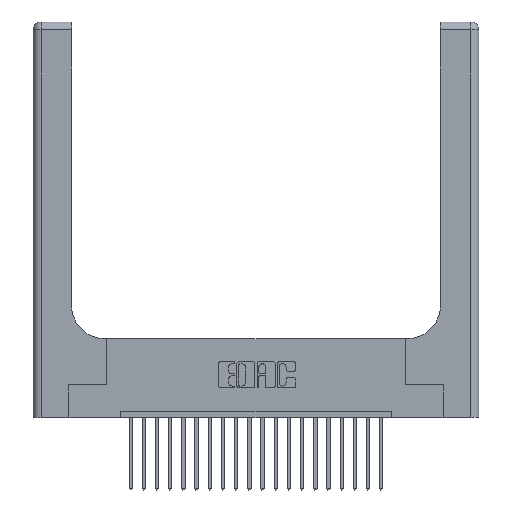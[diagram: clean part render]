
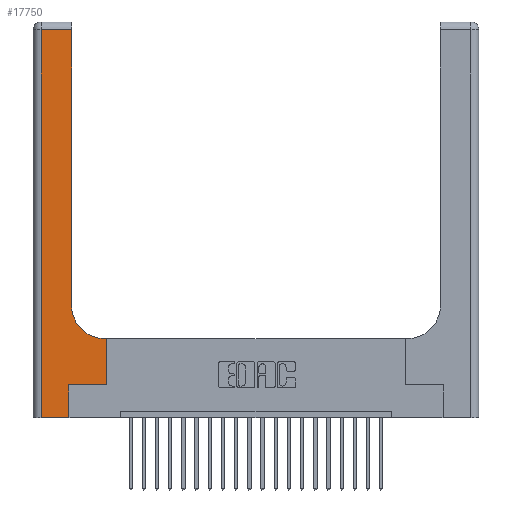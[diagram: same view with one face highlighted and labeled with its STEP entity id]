
A CAD part, top view. The second image highlights one B-rep face of the part: STEP entity #17750.
In plain terms, the highlighted planar face has unit normal (0, 0, 1).
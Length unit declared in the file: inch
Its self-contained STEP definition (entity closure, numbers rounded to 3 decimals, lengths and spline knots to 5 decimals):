
#339 = FACE_OUTER_BOUND ( 'NONE', #11357, .T. ) ;
#345 = CARTESIAN_POINT ( 'NONE',  ( 0., 0., 0.37 ) ) ;
#656 = LINE ( 'NONE', #5910, #15795 ) ;
#1189 = CARTESIAN_POINT ( 'NONE',  ( 0.2915, 0.6, 0.37 ) ) ;
#1450 = VECTOR ( 'NONE', #15569, 39.37008 ) ;
#1602 = LINE ( 'NONE', #4261, #9532 ) ;
#1800 = ORIENTED_EDGE ( 'NONE', *, *, #21506, .T. ) ;
#2546 = ORIENTED_EDGE ( 'NONE', *, *, #11439, .T. ) ;
#2657 = LINE ( 'NONE', #15453, #16377 ) ;
#3212 = CIRCLE ( 'NONE', #4428, 0.25 ) ;
#3499 = CARTESIAN_POINT ( 'NONE',  ( 0.2915, 2.94, 0.37 ) ) ;
#3920 = EDGE_CURVE ( 'NONE', #5151, #9219, #3212, .T. ) ;
#4261 = CARTESIAN_POINT ( 'NONE',  ( 0.2915, 3., 0.37 ) ) ;
#4428 = AXIS2_PLACEMENT_3D ( 'NONE', #6844, #10391, #12190 ) ;
#5151 = VERTEX_POINT ( 'NONE', #13872 ) ;
#5213 = ORIENTED_EDGE ( 'NONE', *, *, #10518, .T. ) ;
#5418 = DIRECTION ( 'NONE',  ( 0., -1., 0. ) ) ;
#5887 = DIRECTION ( 'NONE',  ( 0., 1., 0. ) ) ;
#5910 = CARTESIAN_POINT ( 'NONE',  ( 0.269, 0.25, 0.37 ) ) ;
#6575 = LINE ( 'NONE', #9111, #9083 ) ;
#6844 = CARTESIAN_POINT ( 'NONE',  ( 0.5415, 0.85, 0.37 ) ) ;
#6859 = ORIENTED_EDGE ( 'NONE', *, *, #14102, .T. ) ;
#8355 = DIRECTION ( 'NONE',  ( -1., 0., 0. ) ) ;
#8691 = EDGE_CURVE ( 'NONE', #22377, #20178, #15828, .T. ) ;
#9083 = VECTOR ( 'NONE', #5418, 39.37008 ) ;
#9111 = CARTESIAN_POINT ( 'NONE',  ( 0.06, 3., 0.37 ) ) ;
#9219 = VERTEX_POINT ( 'NONE', #14773 ) ;
#9532 = VECTOR ( 'NONE', #15122, 39.37008 ) ;
#9535 = EDGE_CURVE ( 'NONE', #10819, #12585, #18107, .T. ) ;
#10309 = DIRECTION ( 'NONE',  ( -1., 0., 0. ) ) ;
#10391 = DIRECTION ( 'NONE',  ( 0., 0., -1. ) ) ;
#10407 = EDGE_CURVE ( 'NONE', #20178, #5151, #16064, .T. ) ;
#10518 = EDGE_CURVE ( 'NONE', #12015, #22377, #656, .T. ) ;
#10624 = ORIENTED_EDGE ( 'NONE', *, *, #10407, .T. ) ;
#10819 = VERTEX_POINT ( 'NONE', #12150 ) ;
#11029 = CARTESIAN_POINT ( 'NONE',  ( 0.5585, 0.25, 0.37 ) ) ;
#11054 = CARTESIAN_POINT ( 'NONE',  ( 0.269, 0.25, 0.37 ) ) ;
#11126 = VECTOR ( 'NONE', #5887, 39.37008 ) ;
#11311 = VERTEX_POINT ( 'NONE', #3499 ) ;
#11357 = EDGE_LOOP ( 'NONE', ( #6859, #1800, #2546, #14051, #13881, #5213, #12299, #10624, #16573 ) ) ;
#11439 = EDGE_CURVE ( 'NONE', #17074, #10819, #6575, .T. ) ;
#11830 = DIRECTION ( 'NONE',  ( 0., 0., -1. ) ) ;
#11990 = CARTESIAN_POINT ( 'NONE',  ( 0., 3., 0.37 ) ) ;
#12015 = VERTEX_POINT ( 'NONE', #11054 ) ;
#12022 = CARTESIAN_POINT ( 'NONE',  ( 0.06, 2.94, 0.37 ) ) ;
#12150 = CARTESIAN_POINT ( 'NONE',  ( 0.06, 0., 0.37 ) ) ;
#12190 = DIRECTION ( 'NONE',  ( 1., 0., 0. ) ) ;
#12299 = ORIENTED_EDGE ( 'NONE', *, *, #8691, .T. ) ;
#12585 = VERTEX_POINT ( 'NONE', #16356 ) ;
#13872 = CARTESIAN_POINT ( 'NONE',  ( 0.5415, 0.6, 0.37 ) ) ;
#13881 = ORIENTED_EDGE ( 'NONE', *, *, #17826, .T. ) ;
#13910 = VECTOR ( 'NONE', #16470, 39.37008 ) ;
#14051 = ORIENTED_EDGE ( 'NONE', *, *, #9535, .T. ) ;
#14080 = LINE ( 'NONE', #15410, #1450 ) ;
#14102 = EDGE_CURVE ( 'NONE', #9219, #11311, #1602, .T. ) ;
#14773 = CARTESIAN_POINT ( 'NONE',  ( 0.2915, 0.85, 0.37 ) ) ;
#15122 = DIRECTION ( 'NONE',  ( 0., 1., 0. ) ) ;
#15410 = CARTESIAN_POINT ( 'NONE',  ( 0.269, 0., 0.37 ) ) ;
#15453 = CARTESIAN_POINT ( 'NONE',  ( 0., 2.94, 0.37 ) ) ;
#15569 = DIRECTION ( 'NONE',  ( 0., 1., 0. ) ) ;
#15795 = VECTOR ( 'NONE', #18437, 39.37008 ) ;
#15828 = LINE ( 'NONE', #11029, #11126 ) ;
#16064 = LINE ( 'NONE', #1189, #17734 ) ;
#16356 = CARTESIAN_POINT ( 'NONE',  ( 0.269, 0., 0.37 ) ) ;
#16377 = VECTOR ( 'NONE', #20840, 39.37008 ) ;
#16470 = DIRECTION ( 'NONE',  ( 1., 0., 0. ) ) ;
#16573 = ORIENTED_EDGE ( 'NONE', *, *, #3920, .T. ) ;
#17074 = VERTEX_POINT ( 'NONE', #12022 ) ;
#17734 = VECTOR ( 'NONE', #10309, 39.37008 ) ;
#17750 = ADVANCED_FACE ( 'NONE', ( #339 ), #19006, .F. ) ;
#17826 = EDGE_CURVE ( 'NONE', #12585, #12015, #14080, .T. ) ;
#18107 = LINE ( 'NONE', #345, #13910 ) ;
#18437 = DIRECTION ( 'NONE',  ( 1., 0., 0. ) ) ;
#19006 = PLANE ( 'NONE',  #21865 ) ;
#20178 = VERTEX_POINT ( 'NONE', #21063 ) ;
#20840 = DIRECTION ( 'NONE',  ( -1., 0., 0. ) ) ;
#21063 = CARTESIAN_POINT ( 'NONE',  ( 0.5585, 0.6, 0.37 ) ) ;
#21506 = EDGE_CURVE ( 'NONE', #11311, #17074, #2657, .T. ) ;
#21865 = AXIS2_PLACEMENT_3D ( 'NONE', #11990, #11830, #8355 ) ;
#22377 = VERTEX_POINT ( 'NONE', #22427 ) ;
#22427 = CARTESIAN_POINT ( 'NONE',  ( 0.5585, 0.25, 0.37 ) ) ;
